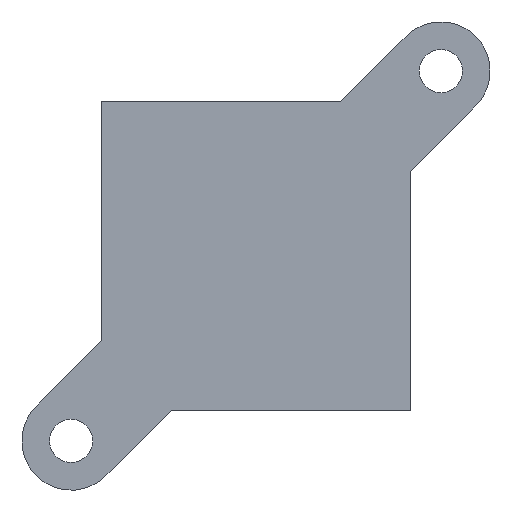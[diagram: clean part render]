
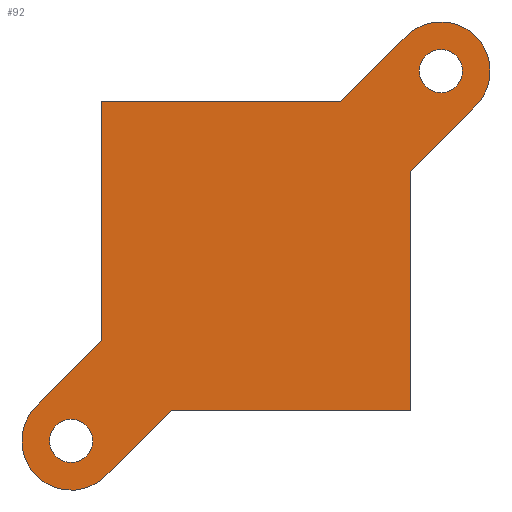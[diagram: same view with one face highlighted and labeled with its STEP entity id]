
A CAD part, front view. The second image highlights one B-rep face of the part: STEP entity #92.
In plain terms, the highlighted planar face has unit normal (0, -1, 0).
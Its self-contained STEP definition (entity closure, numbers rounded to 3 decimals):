
#11 = PLANE ( 'NONE',  #487 ) ;
#13 = CARTESIAN_POINT ( 'NONE',  ( -12.5, 0., 12.5 ) ) ;
#18 = DIRECTION ( 'NONE',  ( 0., 1., 0. ) ) ;
#22 = DIRECTION ( 'NONE',  ( 0., 0., 1. ) ) ;
#31 = DIRECTION ( 'NONE',  ( 0.707, 0., 0.707 ) ) ;
#39 = CARTESIAN_POINT ( 'NONE',  ( -12.5, 0., -12.5 ) ) ;
#40 = VERTEX_POINT ( 'NONE', #587 ) ;
#43 = VERTEX_POINT ( 'NONE', #247 ) ;
#44 = VERTEX_POINT ( 'NONE', #570 ) ;
#45 = VERTEX_POINT ( 'NONE', #571 ) ;
#50 = VERTEX_POINT ( 'NONE', #246 ) ;
#52 = VERTEX_POINT ( 'NONE', #598 ) ;
#53 = VERTEX_POINT ( 'NONE', #604 ) ;
#57 = VERTEX_POINT ( 'NONE', #245 ) ;
#73 = VERTEX_POINT ( 'NONE', #582 ) ;
#75 = VERTEX_POINT ( 'NONE', #607 ) ;
#92 = ADVANCED_FACE ( 'NONE', ( #189, #236, #305 ), #11, .F. ) ;
#100 = DIRECTION ( 'NONE',  ( -0.707, 0., -0.707 ) ) ;
#102 = CARTESIAN_POINT ( 'NONE',  ( 12.172, 0., 17.828 ) ) ;
#131 = EDGE_LOOP ( 'NONE', ( #190 ) ) ;
#152 = EDGE_LOOP ( 'NONE', ( #198 ) ) ;
#169 = DIRECTION ( 'NONE',  ( 0., 1., 0. ) ) ;
#170 = DIRECTION ( 'NONE',  ( 0., 0., 1. ) ) ;
#172 = DIRECTION ( 'NONE',  ( 1., 0., 0. ) ) ;
#173 = CARTESIAN_POINT ( 'NONE',  ( -12.172, 0., -17.828 ) ) ;
#174 = CARTESIAN_POINT ( 'NONE',  ( 12.172, 0., 17.828 ) ) ;
#184 = ORIENTED_EDGE ( 'NONE', *, *, #532, .T. ) ;
#187 = ORIENTED_EDGE ( 'NONE', *, *, #535, .T. ) ;
#189 = FACE_BOUND ( 'NONE', #152, .T. ) ;
#190 = ORIENTED_EDGE ( 'NONE', *, *, #530, .T. ) ;
#191 = ORIENTED_EDGE ( 'NONE', *, *, #533, .T. ) ;
#192 = ORIENTED_EDGE ( 'NONE', *, *, #531, .T. ) ;
#198 = ORIENTED_EDGE ( 'NONE', *, *, #529, .T. ) ;
#202 = ORIENTED_EDGE ( 'NONE', *, *, #534, .F. ) ;
#204 = ORIENTED_EDGE ( 'NONE', *, *, #524, .F. ) ;
#211 = ORIENTED_EDGE ( 'NONE', *, *, #521, .T. ) ;
#212 = ORIENTED_EDGE ( 'NONE', *, *, #538, .T. ) ;
#221 = ORIENTED_EDGE ( 'NONE', *, *, #536, .T. ) ;
#222 = ORIENTED_EDGE ( 'NONE', *, *, #527, .T. ) ;
#228 = EDGE_LOOP ( 'NONE', ( #222, #211, #184, #212, #191, #202, #192, #187, #221, #204 ) ) ;
#236 = FACE_BOUND ( 'NONE', #131, .T. ) ;
#237 = CARTESIAN_POINT ( 'NONE',  ( -15., 0., -15. ) ) ;
#238 = DIRECTION ( 'NONE',  ( 0., 0., 1. ) ) ;
#239 = CARTESIAN_POINT ( 'NONE',  ( 15., 0., 15. ) ) ;
#240 = DIRECTION ( 'NONE',  ( 0., 1., 0. ) ) ;
#241 = CARTESIAN_POINT ( 'NONE',  ( -12.5, 0., 12.5 ) ) ;
#242 = DIRECTION ( 'NONE',  ( 0., 0., -1. ) ) ;
#245 = CARTESIAN_POINT ( 'NONE',  ( -17.828, 0., -12.172 ) ) ;
#246 = CARTESIAN_POINT ( 'NONE',  ( 6.843, 0., 12.5 ) ) ;
#247 = CARTESIAN_POINT ( 'NONE',  ( -12.172, 0., -17.828 ) ) ;
#249 = DIRECTION ( 'NONE',  ( 0., -1., 0. ) ) ;
#250 = DIRECTION ( 'NONE',  ( 0., 0., -1. ) ) ;
#251 = DIRECTION ( 'NONE',  ( -0.707, 0., -0.707 ) ) ;
#252 = DIRECTION ( 'NONE',  ( 1., 0., 0. ) ) ;
#253 = CARTESIAN_POINT ( 'NONE',  ( 12.5, 0., 12.5 ) ) ;
#254 = DIRECTION ( 'NONE',  ( 0., 0., -1. ) ) ;
#257 = CARTESIAN_POINT ( 'NONE',  ( 15., 0., 15. ) ) ;
#258 = DIRECTION ( 'NONE',  ( 0., -1., 0. ) ) ;
#259 = DIRECTION ( 'NONE',  ( 0., 0., -1. ) ) ;
#262 = CARTESIAN_POINT ( 'NONE',  ( -12.172, 0., -17.828 ) ) ;
#263 = DIRECTION ( 'NONE',  ( 0.707, 0., 0.707 ) ) ;
#304 = LINE ( 'NONE', #102, #376 ) ;
#305 = FACE_OUTER_BOUND ( 'NONE', #228, .T. ) ;
#319 = LINE ( 'NONE', #39, #335 ) ;
#322 = LINE ( 'NONE', #431, #341 ) ;
#325 = LINE ( 'NONE', #241, #377 ) ;
#330 = CIRCLE ( 'NONE', #488, 1.75 ) ;
#335 = VECTOR ( 'NONE', #252, 1000. ) ;
#341 = VECTOR ( 'NONE', #172, 1000. ) ;
#343 = LINE ( 'NONE', #253, #383 ) ;
#351 = VECTOR ( 'NONE', #31, 1000. ) ;
#356 = LINE ( 'NONE', #174, #402 ) ;
#376 = VECTOR ( 'NONE', #100, 1000. ) ;
#377 = VECTOR ( 'NONE', #242, 1000. ) ;
#378 = CIRCLE ( 'NONE', #492, 4. ) ;
#383 = VECTOR ( 'NONE', #254, 1000. ) ;
#385 = CIRCLE ( 'NONE', #491, 4. ) ;
#386 = LINE ( 'NONE', #173, #351 ) ;
#390 = CIRCLE ( 'NONE', #486, 1.75 ) ;
#394 = VERTEX_POINT ( 'NONE', #446 ) ;
#396 = VECTOR ( 'NONE', #263, 1000. ) ;
#397 = LINE ( 'NONE', #262, #396 ) ;
#402 = VECTOR ( 'NONE', #251, 1000. ) ;
#420 = VERTEX_POINT ( 'NONE', #441 ) ;
#431 = CARTESIAN_POINT ( 'NONE',  ( -12.5, 0., 12.5 ) ) ;
#441 = CARTESIAN_POINT ( 'NONE',  ( 15., 0., 16.75 ) ) ;
#446 = CARTESIAN_POINT ( 'NONE',  ( -15., 0., -13.25 ) ) ;
#486 = AXIS2_PLACEMENT_3D ( 'NONE', #239, #240, #238 ) ;
#487 = AXIS2_PLACEMENT_3D ( 'NONE', #13, #18, #22 ) ;
#488 = AXIS2_PLACEMENT_3D ( 'NONE', #565, #169, #170 ) ;
#491 = AXIS2_PLACEMENT_3D ( 'NONE', #237, #249, #250 ) ;
#492 = AXIS2_PLACEMENT_3D ( 'NONE', #257, #258, #259 ) ;
#521 = EDGE_CURVE ( 'NONE', #53, #57, #304, .T. ) ;
#524 = EDGE_CURVE ( 'NONE', #45, #50, #322, .T. ) ;
#527 = EDGE_CURVE ( 'NONE', #45, #53, #325, .T. ) ;
#529 = EDGE_CURVE ( 'NONE', #420, #420, #390, .T. ) ;
#530 = EDGE_CURVE ( 'NONE', #394, #394, #330, .T. ) ;
#531 = EDGE_CURVE ( 'NONE', #73, #44, #386, .T. ) ;
#532 = EDGE_CURVE ( 'NONE', #57, #43, #385, .T. ) ;
#533 = EDGE_CURVE ( 'NONE', #40, #75, #319, .T. ) ;
#534 = EDGE_CURVE ( 'NONE', #73, #75, #343, .T. ) ;
#535 = EDGE_CURVE ( 'NONE', #44, #52, #378, .T. ) ;
#536 = EDGE_CURVE ( 'NONE', #52, #50, #356, .T. ) ;
#538 = EDGE_CURVE ( 'NONE', #43, #40, #397, .T. ) ;
#565 = CARTESIAN_POINT ( 'NONE',  ( -15., 0., -15. ) ) ;
#570 = CARTESIAN_POINT ( 'NONE',  ( 17.828, 0., 12.172 ) ) ;
#571 = CARTESIAN_POINT ( 'NONE',  ( -12.5, 0., 12.5 ) ) ;
#582 = CARTESIAN_POINT ( 'NONE',  ( 12.5, 0., 6.843 ) ) ;
#587 = CARTESIAN_POINT ( 'NONE',  ( -6.843, 0., -12.5 ) ) ;
#598 = CARTESIAN_POINT ( 'NONE',  ( 12.172, 0., 17.828 ) ) ;
#604 = CARTESIAN_POINT ( 'NONE',  ( -12.5, 0., -6.843 ) ) ;
#607 = CARTESIAN_POINT ( 'NONE',  ( 12.5, 0., -12.5 ) ) ;
